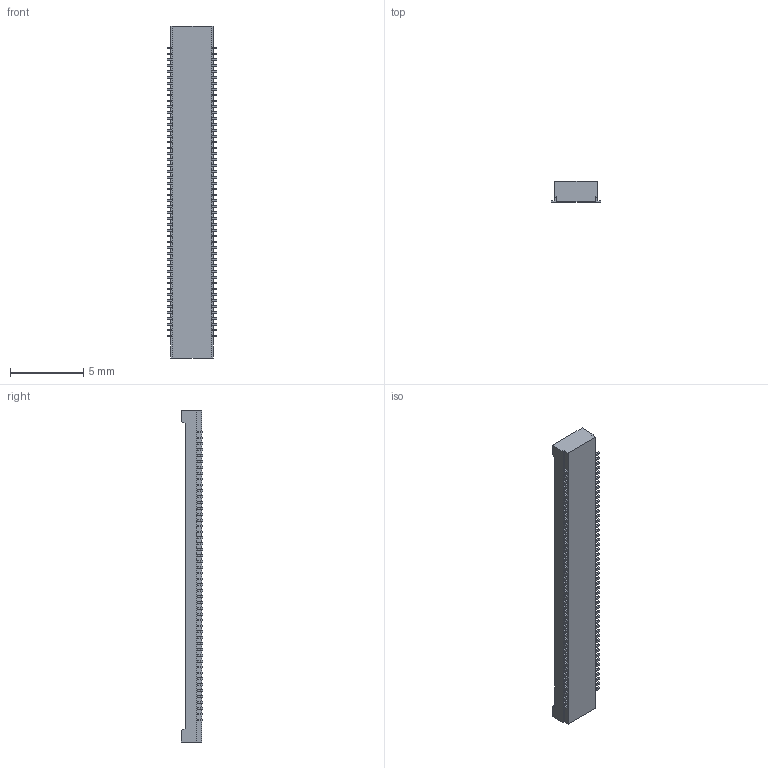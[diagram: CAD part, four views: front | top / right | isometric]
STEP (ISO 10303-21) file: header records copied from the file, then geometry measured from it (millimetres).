
FILE_DESCRIPTION(/* description */ ('Creo Elements/Direct Modeling STEP Export'),/* implementation_level */ '2;1');
FILE_NAME(/* name */ 'Hirose_DF40C-100DS.step',/* time_stamp */ '2026-02-06T23:56:14+01:00',/* author */ (''),/* organization */ (''),/* preprocessor_version */ 'ST-DEVELOPER v20.1',/* originating_system */ 'Autodesk Translation Framework v14.24.0.0',/* authorisation */ '');
FILE_SCHEMA (('AUTOMOTIVE_DESIGN { 1 0 10303 214 3 1 1 }'));
Products named in the file (3): DF40C-100DS.prt; Kontakte; Gehäuse
Assembly tree (2 placements, depth 2):
  DF40C-100DS.prt
    Kontakte
    Gehäuse
Bounding box: 3.38 x 1.45 x 22.6 mm (x, y, z)
Volume: 56.5 mm3; surface area: 311.4 mm2
Topology: 201 solids, 201 shells, 2393 faces, 5924 edges, 3936 vertices
Faces by surface type: plane 1969, cylinder 412, cone 12
Entity records: 70051 total; most frequent: CARTESIAN_POINT 12259, ORIENTED_EDGE 11848, DIRECTION 11566, EDGE_CURVE 5924, LINE 5080, VECTOR 5080, VERTEX_POINT 3936, AXIS2_PLACEMENT_3D 3243
